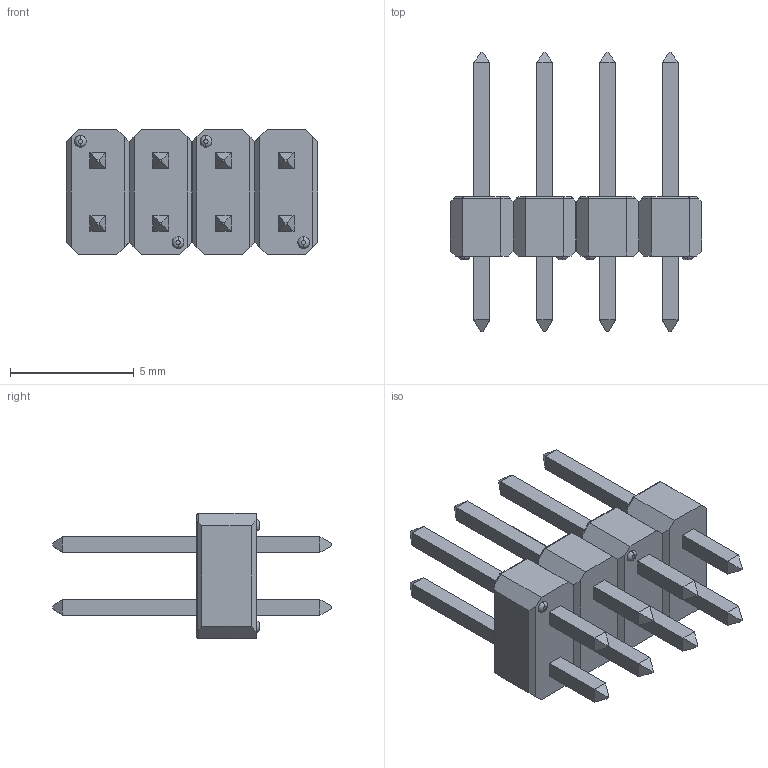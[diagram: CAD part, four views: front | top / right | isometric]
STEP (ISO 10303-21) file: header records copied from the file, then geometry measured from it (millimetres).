
FILE_DESCRIPTION (( 'STEP AP214' ), '1' );
FILE_NAME ('P(B,C)C04DAAN.STEP', '2018-02-13T19:18:18', ( '' ), ( '' ), 'SwSTEP 2.0', 'SolidWorks 2014', '' );
FILE_SCHEMA (( 'AUTOMOTIVE_DESIGN' ));
Length unit declared in the file: millimetre
Products named in the file (2): Dual TH withbump format; P(B,C)C04DAAN
Assembly tree (4 placements, depth 2):
  P(B,C)C04DAAN
    Dual TH withbump format  x4
Bounding box: 10.16 x 11.29 x 5.08 mm (x, y, z)
Volume: 145.2 mm3; surface area: 408.6 mm2
Topology: 20 solids, 20 shells, 260 faces, 568 edges, 352 vertices
Faces by surface type: plane 220, cylinder 32, torus 8
Entity records: 2068 total; most frequent: CARTESIAN_POINT 338, ORIENTED_EDGE 284, DIRECTION 280, EDGE_CURVE 142, LINE 124, VECTOR 124, VERTEX_POINT 88, AXIS2_PLACEMENT_3D 78
